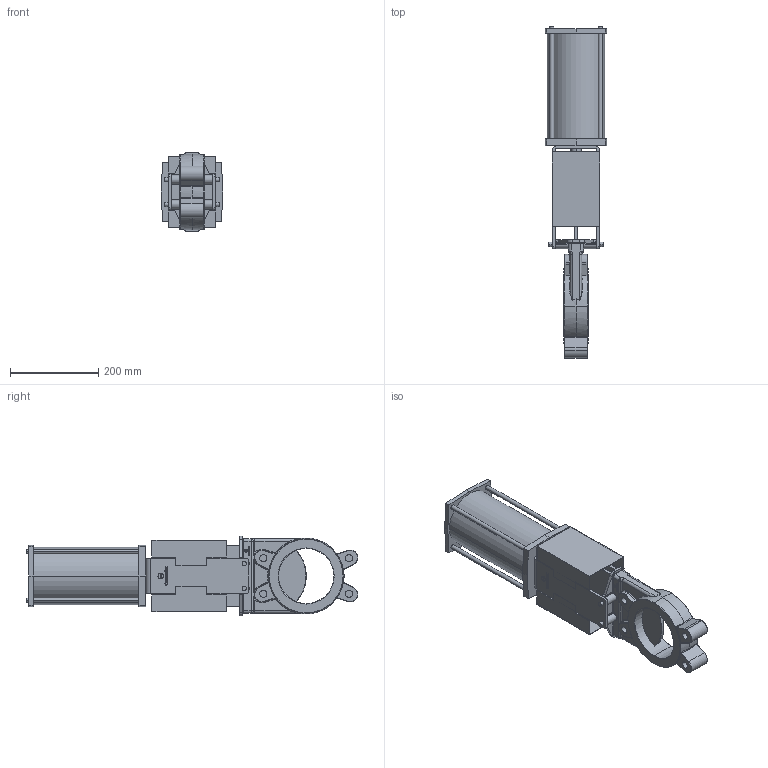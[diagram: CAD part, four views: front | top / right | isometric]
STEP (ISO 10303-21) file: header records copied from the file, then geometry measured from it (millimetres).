
FILE_DESCRIPTION (( 'STEP AP214' ), '1' );
FILE_NAME ('EB125_acci._neumatico.STEP', '2008-11-17T15:46:21', ( 'user' ), ( '' ), 'SwSTEP 2.0', 'SolidWorks 2007', '' );
FILE_SCHEMA (( 'AUTOMOTIVE_DESIGN' ));
Length unit declared in the file: millimetre
Products named in the file (3): cilindroEB125_Predeterminado; cuerpoEB125_neumatico_Predeterminado; EB125_acci._neumatico
Assembly tree (2 placements, depth 2):
  EB125_acci._neumatico
    cilindroEB125_Predeterminado
    cuerpoEB125_neumatico_Predeterminado
Bounding box: 140 x 751.26 x 181 mm (x, y, z)
Volume: 5527232.5 mm3; surface area: 622927.3 mm2
Topology: 3 solids, 7 shells, 944 faces, 2412 edges, 1521 vertices
Faces by surface type: plane 585, cylinder 182, bspline 102, torus 53, sphere 18, cone 4
Entity records: 30909 total; most frequent: CARTESIAN_POINT 8626, ORIENTED_EDGE 4760, DIRECTION 4339, EDGE_CURVE 2380, VECTOR 1659, LINE 1659, VERTEX_POINT 1521, AXIS2_PLACEMENT_3D 1340
